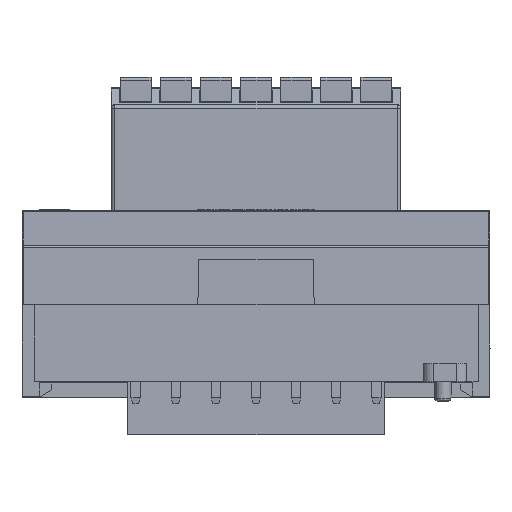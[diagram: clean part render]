
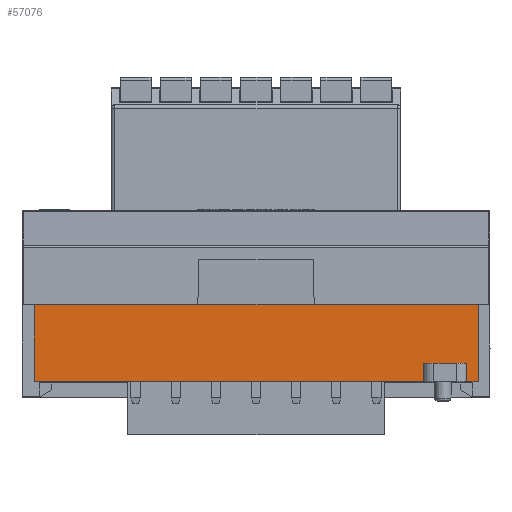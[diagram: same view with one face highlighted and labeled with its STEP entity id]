
A CAD part, top view. The second image highlights one B-rep face of the part: STEP entity #57076.
In plain terms, the highlighted planar face has unit normal (0, 0, 1).
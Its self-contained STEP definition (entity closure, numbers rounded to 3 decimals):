
#30577=DIRECTION('',(1.,0.,0.));
#30578=VECTOR('',#30577,33.992);
#30579=CARTESIAN_POINT('',(17.751,11.,13.514));
#30580=LINE('',#30579,#30578);
#30595=DIRECTION('',(1.,0.,0.));
#30596=VECTOR('',#30595,1.038);
#30597=CARTESIAN_POINT('',(55.457,11.,13.514));
#30598=LINE('',#30597,#30596);
#31962=DIRECTION('',(0.,1.,0.));
#31963=VECTOR('',#31962,6.7);
#31964=CARTESIAN_POINT('',(56.496,11.,13.514));
#31965=LINE('',#31964,#31963);
#32369=DIRECTION('',(0.,1.,0.));
#32370=VECTOR('',#32369,6.7);
#32371=CARTESIAN_POINT('',(17.751,11.,13.514));
#32372=LINE('',#32371,#32370);
#32373=DIRECTION('',(1.,0.,0.));
#32374=VECTOR('',#32373,0.516);
#32375=CARTESIAN_POINT('',(17.751,17.7,13.514));
#32376=LINE('',#32375,#32374);
#32377=DIRECTION('',(0.005,1.,0.));
#32378=VECTOR('',#32377,6.4);
#32379=CARTESIAN_POINT('',(18.266,17.7,13.514));
#32380=LINE('',#32379,#32378);
#32381=DIRECTION('',(1.,0.,0.));
#32382=VECTOR('',#32381,37.6);
#32383=CARTESIAN_POINT('',(18.3,24.1,13.514));
#32384=LINE('',#32383,#32382);
#32385=DIRECTION('',(0.005,-1.,0.));
#32386=VECTOR('',#32385,6.4);
#32387=CARTESIAN_POINT('',(55.9,24.1,13.514));
#32388=LINE('',#32387,#32386);
#32389=DIRECTION('',(1.,0.,0.));
#32390=VECTOR('',#32389,0.562);
#32391=CARTESIAN_POINT('',(55.934,17.7,13.514));
#32392=LINE('',#32391,#32390);
#32393=DIRECTION('',(1.,0.,0.));
#32394=VECTOR('',#32393,3.715);
#32395=CARTESIAN_POINT('',(51.743,12.6,13.514));
#32396=LINE('',#32395,#32394);
#32411=DIRECTION('',(0.,-1.,0.));
#32412=VECTOR('',#32411,1.6);
#32413=CARTESIAN_POINT('',(55.457,12.6,13.514));
#32414=LINE('',#32413,#32412);
#32419=DIRECTION('',(0.,1.,0.));
#32420=VECTOR('',#32419,1.6);
#32421=CARTESIAN_POINT('',(51.743,11.,13.514));
#32422=LINE('',#32421,#32420);
#45149=CARTESIAN_POINT('',(56.496,11.,13.514));
#45150=VERTEX_POINT('',#45149);
#45151=CARTESIAN_POINT('',(56.496,17.7,13.514));
#45152=VERTEX_POINT('',#45151);
#45191=CARTESIAN_POINT('',(17.751,11.,13.514));
#45192=VERTEX_POINT('',#45191);
#45193=CARTESIAN_POINT('',(51.743,11.,13.514));
#45194=VERTEX_POINT('',#45193);
#45199=CARTESIAN_POINT('',(55.457,11.,13.514));
#45200=VERTEX_POINT('',#45199);
#45351=CARTESIAN_POINT('',(51.743,12.6,13.514));
#45352=CARTESIAN_POINT('',(55.457,12.6,13.514));
#45353=VERTEX_POINT('',#45351);
#45354=VERTEX_POINT('',#45352);
#48374=CARTESIAN_POINT('',(17.751,17.7,13.514));
#48375=VERTEX_POINT('',#48374);
#48376=CARTESIAN_POINT('',(18.266,17.7,13.514));
#48377=VERTEX_POINT('',#48376);
#48378=CARTESIAN_POINT('',(18.3,24.1,13.514));
#48379=VERTEX_POINT('',#48378);
#48380=CARTESIAN_POINT('',(55.9,24.1,13.514));
#48381=VERTEX_POINT('',#48380);
#48382=CARTESIAN_POINT('',(55.934,17.7,13.514));
#48383=VERTEX_POINT('',#48382);
#57050=CARTESIAN_POINT('',(56.496,24.1,13.514));
#57051=DIRECTION('',(0.,0.,1.));
#57052=DIRECTION('',(-1.,0.,0.));
#57053=AXIS2_PLACEMENT_3D('',#57050,#57051,#57052);
#57054=PLANE('',#57053);
#57056=ORIENTED_EDGE('',*,*,#57055,.F.);
#57058=ORIENTED_EDGE('',*,*,#57057,.F.);
#57059=ORIENTED_EDGE('',*,*,#53485,.F.);
#57061=ORIENTED_EDGE('',*,*,#57060,.T.);
#57062=ORIENTED_EDGE('',*,*,#55832,.T.);
#57064=ORIENTED_EDGE('',*,*,#57063,.T.);
#57066=ORIENTED_EDGE('',*,*,#57065,.T.);
#57068=ORIENTED_EDGE('',*,*,#57067,.T.);
#57069=ORIENTED_EDGE('',*,*,#55816,.T.);
#57070=ORIENTED_EDGE('',*,*,#55871,.F.);
#57071=ORIENTED_EDGE('',*,*,#53493,.F.);
#57073=ORIENTED_EDGE('',*,*,#57072,.F.);
#57074=EDGE_LOOP('',(#57056,#57058,#57059,#57061,#57062,#57064,#57066,#57068,
#57069,#57070,#57071,#57073));
#57075=FACE_OUTER_BOUND('',#57074,.F.);
#57076=ADVANCED_FACE('',(#57075),#57054,.T.);
#53485=EDGE_CURVE('',#45192,#45194,#30580,.T.);
#53493=EDGE_CURVE('',#45200,#45150,#30598,.T.);
#55816=EDGE_CURVE('',#48383,#45152,#32392,.T.);
#55832=EDGE_CURVE('',#48375,#48377,#32376,.T.);
#55871=EDGE_CURVE('',#45150,#45152,#31965,.T.);
#57055=EDGE_CURVE('',#45353,#45354,#32396,.T.);
#57057=EDGE_CURVE('',#45194,#45353,#32422,.T.);
#57060=EDGE_CURVE('',#45192,#48375,#32372,.T.);
#57063=EDGE_CURVE('',#48377,#48379,#32380,.T.);
#57065=EDGE_CURVE('',#48379,#48381,#32384,.T.);
#57067=EDGE_CURVE('',#48381,#48383,#32388,.T.);
#57072=EDGE_CURVE('',#45354,#45200,#32414,.T.);
